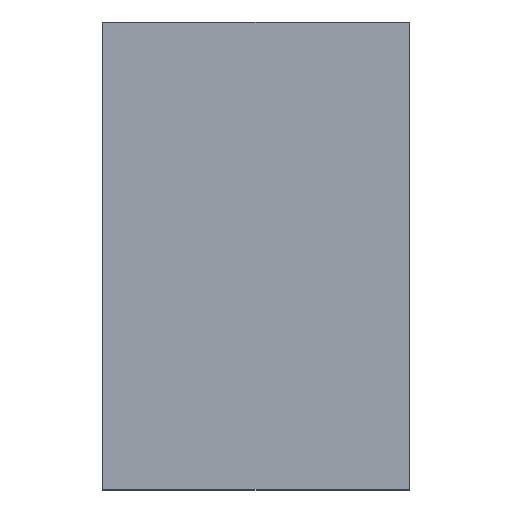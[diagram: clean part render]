
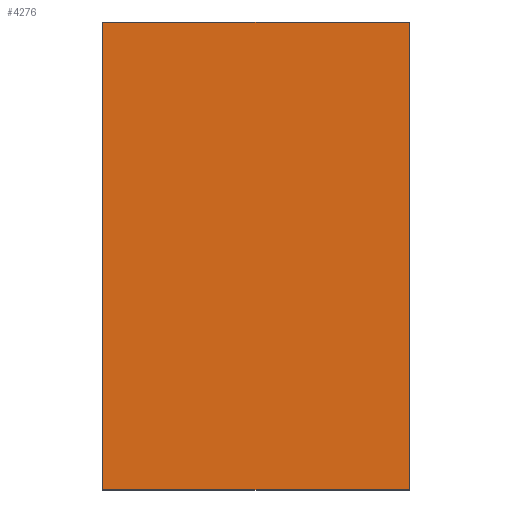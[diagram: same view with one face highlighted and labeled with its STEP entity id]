
A CAD part, top view. The second image highlights one B-rep face of the part: STEP entity #4276.
In plain terms, the highlighted planar face has unit normal (0, 0, 1).
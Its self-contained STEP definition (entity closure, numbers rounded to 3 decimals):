
#880 = PLANE('',#881);
#881 = AXIS2_PLACEMENT_3D('',#882,#883,#884);
#882 = CARTESIAN_POINT('',(27.94,44.925,-5.41));
#883 = DIRECTION('',(-1.,0.,0.));
#884 = DIRECTION('',(0.,0.,1.));
#908 = PLANE('',#909);
#909 = AXIS2_PLACEMENT_3D('',#910,#911,#912);
#910 = CARTESIAN_POINT('',(27.94,-40.419,-5.41));
#911 = DIRECTION('',(0.,1.,0.));
#912 = DIRECTION('',(0.,0.,-1.));
#934 = PLANE('',#935);
#935 = AXIS2_PLACEMENT_3D('',#936,#937,#938);
#936 = CARTESIAN_POINT('',(-27.94,-40.419,-5.41));
#937 = DIRECTION('',(1.,0.,0.));
#938 = DIRECTION('',(0.,0.,-1.));
#3972 = PLANE('',#3973);
#3973 = AXIS2_PLACEMENT_3D('',#3974,#3975,#3976);
#3974 = CARTESIAN_POINT('',(-27.94,44.925,-5.41));
#3975 = DIRECTION('',(0.,-1.,0.));
#3976 = DIRECTION('',(0.,0.,1.));
#4276 = ADVANCED_FACE('',(#4277),#4291,.F.);
#4277 = FACE_BOUND('',#4278,.T.);
#4278 = EDGE_LOOP('',(#4279,#4309,#4332,#4355));
#4279 = ORIENTED_EDGE('',*,*,#4280,.F.);
#4280 = EDGE_CURVE('',#4281,#4283,#4285,.T.);
#4281 = VERTEX_POINT('',#4282);
#4282 = CARTESIAN_POINT('',(27.94,-40.419,-1.6));
#4283 = VERTEX_POINT('',#4284);
#4284 = CARTESIAN_POINT('',(-27.94,-40.419,-1.6));
#4285 = SURFACE_CURVE('',#4286,(#4290,#4302),.PCURVE_S1.);
#4286 = LINE('',#4287,#4288);
#4287 = CARTESIAN_POINT('',(27.94,-40.419,-1.6));
#4288 = VECTOR('',#4289,1.);
#4289 = DIRECTION('',(-1.,0.,0.));
#4290 = PCURVE('',#4291,#4296);
#4291 = PLANE('',#4292);
#4292 = AXIS2_PLACEMENT_3D('',#4293,#4294,#4295);
#4293 = CARTESIAN_POINT('',(0.,2.253,-1.6));
#4294 = DIRECTION('',(0.,0.,-1.));
#4295 = DIRECTION('',(-1.,0.,0.));
#4296 = DEFINITIONAL_REPRESENTATION('',(#4297),#4301);
#4297 = LINE('',#4298,#4299);
#4298 = CARTESIAN_POINT('',(-27.94,-42.672));
#4299 = VECTOR('',#4300,1.);
#4300 = DIRECTION('',(1.,0.));
#4301 = ( GEOMETRIC_REPRESENTATION_CONTEXT(2) 
PARAMETRIC_REPRESENTATION_CONTEXT() REPRESENTATION_CONTEXT('2D SPACE',''
  ) );
#4302 = PCURVE('',#908,#4303);
#4303 = DEFINITIONAL_REPRESENTATION('',(#4304),#4308);
#4304 = LINE('',#4305,#4306);
#4305 = CARTESIAN_POINT('',(-3.81,0.));
#4306 = VECTOR('',#4307,1.);
#4307 = DIRECTION('',(0.,1.));
#4308 = ( GEOMETRIC_REPRESENTATION_CONTEXT(2) 
PARAMETRIC_REPRESENTATION_CONTEXT() REPRESENTATION_CONTEXT('2D SPACE',''
  ) );
#4309 = ORIENTED_EDGE('',*,*,#4310,.F.);
#4310 = EDGE_CURVE('',#4311,#4281,#4313,.T.);
#4311 = VERTEX_POINT('',#4312);
#4312 = CARTESIAN_POINT('',(27.94,44.925,-1.6));
#4313 = SURFACE_CURVE('',#4314,(#4318,#4325),.PCURVE_S1.);
#4314 = LINE('',#4315,#4316);
#4315 = CARTESIAN_POINT('',(27.94,44.925,-1.6));
#4316 = VECTOR('',#4317,1.);
#4317 = DIRECTION('',(0.,-1.,0.));
#4318 = PCURVE('',#4291,#4319);
#4319 = DEFINITIONAL_REPRESENTATION('',(#4320),#4324);
#4320 = LINE('',#4321,#4322);
#4321 = CARTESIAN_POINT('',(-27.94,42.672));
#4322 = VECTOR('',#4323,1.);
#4323 = DIRECTION('',(0.,-1.));
#4324 = ( GEOMETRIC_REPRESENTATION_CONTEXT(2) 
PARAMETRIC_REPRESENTATION_CONTEXT() REPRESENTATION_CONTEXT('2D SPACE',''
  ) );
#4325 = PCURVE('',#880,#4326);
#4326 = DEFINITIONAL_REPRESENTATION('',(#4327),#4331);
#4327 = LINE('',#4328,#4329);
#4328 = CARTESIAN_POINT('',(3.81,0.));
#4329 = VECTOR('',#4330,1.);
#4330 = DIRECTION('',(0.,-1.));
#4331 = ( GEOMETRIC_REPRESENTATION_CONTEXT(2) 
PARAMETRIC_REPRESENTATION_CONTEXT() REPRESENTATION_CONTEXT('2D SPACE',''
  ) );
#4332 = ORIENTED_EDGE('',*,*,#4333,.F.);
#4333 = EDGE_CURVE('',#4334,#4311,#4336,.T.);
#4334 = VERTEX_POINT('',#4335);
#4335 = CARTESIAN_POINT('',(-27.94,44.925,-1.6));
#4336 = SURFACE_CURVE('',#4337,(#4341,#4348),.PCURVE_S1.);
#4337 = LINE('',#4338,#4339);
#4338 = CARTESIAN_POINT('',(-27.94,44.925,-1.6));
#4339 = VECTOR('',#4340,1.);
#4340 = DIRECTION('',(1.,0.,0.));
#4341 = PCURVE('',#4291,#4342);
#4342 = DEFINITIONAL_REPRESENTATION('',(#4343),#4347);
#4343 = LINE('',#4344,#4345);
#4344 = CARTESIAN_POINT('',(27.94,42.672));
#4345 = VECTOR('',#4346,1.);
#4346 = DIRECTION('',(-1.,0.));
#4347 = ( GEOMETRIC_REPRESENTATION_CONTEXT(2) 
PARAMETRIC_REPRESENTATION_CONTEXT() REPRESENTATION_CONTEXT('2D SPACE',''
  ) );
#4348 = PCURVE('',#3972,#4349);
#4349 = DEFINITIONAL_REPRESENTATION('',(#4350),#4354);
#4350 = LINE('',#4351,#4352);
#4351 = CARTESIAN_POINT('',(3.81,0.));
#4352 = VECTOR('',#4353,1.);
#4353 = DIRECTION('',(0.,-1.));
#4354 = ( GEOMETRIC_REPRESENTATION_CONTEXT(2) 
PARAMETRIC_REPRESENTATION_CONTEXT() REPRESENTATION_CONTEXT('2D SPACE',''
  ) );
#4355 = ORIENTED_EDGE('',*,*,#4356,.F.);
#4356 = EDGE_CURVE('',#4283,#4334,#4357,.T.);
#4357 = SURFACE_CURVE('',#4358,(#4362,#4369),.PCURVE_S1.);
#4358 = LINE('',#4359,#4360);
#4359 = CARTESIAN_POINT('',(-27.94,-40.419,-1.6));
#4360 = VECTOR('',#4361,1.);
#4361 = DIRECTION('',(0.,1.,0.));
#4362 = PCURVE('',#4291,#4363);
#4363 = DEFINITIONAL_REPRESENTATION('',(#4364),#4368);
#4364 = LINE('',#4365,#4366);
#4365 = CARTESIAN_POINT('',(27.94,-42.672));
#4366 = VECTOR('',#4367,1.);
#4367 = DIRECTION('',(0.,1.));
#4368 = ( GEOMETRIC_REPRESENTATION_CONTEXT(2) 
PARAMETRIC_REPRESENTATION_CONTEXT() REPRESENTATION_CONTEXT('2D SPACE',''
  ) );
#4369 = PCURVE('',#934,#4370);
#4370 = DEFINITIONAL_REPRESENTATION('',(#4371),#4375);
#4371 = LINE('',#4372,#4373);
#4372 = CARTESIAN_POINT('',(-3.81,0.));
#4373 = VECTOR('',#4374,1.);
#4374 = DIRECTION('',(0.,1.));
#4375 = ( GEOMETRIC_REPRESENTATION_CONTEXT(2) 
PARAMETRIC_REPRESENTATION_CONTEXT() REPRESENTATION_CONTEXT('2D SPACE',''
  ) );
